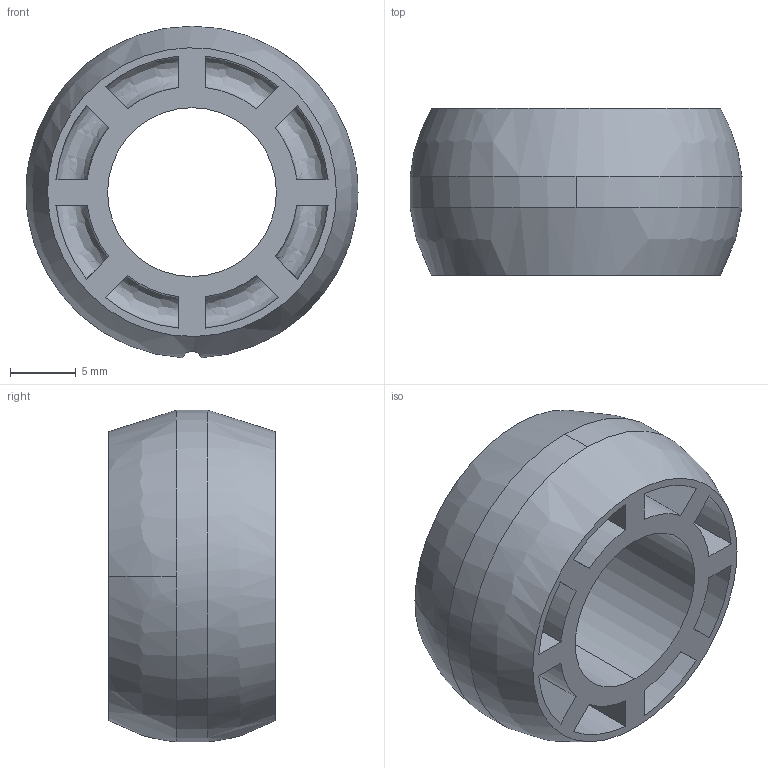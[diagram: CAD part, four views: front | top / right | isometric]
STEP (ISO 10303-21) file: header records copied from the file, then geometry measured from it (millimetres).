
FILE_DESCRIPTION (( 'STEP AP214' ), '1' );
FILE_NAME ('PillowBlockBearing_N8.step', '2018-12-21T21:06:19', ( '' ), ( '' ), 'SwSTEP 2.0', 'SolidWorks 2018', '' );
FILE_SCHEMA (( 'AUTOMOTIVE_DESIGN' ));
Length unit declared in the file: inch
Products named in the file (1): PillowBlockBearing_N8
Bounding box: 25.29 x 12.7 x 25.27 mm (x, y, z)
Volume: 3174.9 mm3; surface area: 3278.9 mm2
Topology: 1 solids, 1 shells, 91 faces, 218 edges, 146 vertices
Faces by surface type: cylinder 38, plane 34, bspline 19
Entity records: 3609 total; most frequent: CARTESIAN_POINT 1513, ORIENTED_EDGE 436, DIRECTION 400, EDGE_CURVE 218, AXIS2_PLACEMENT_3D 149, VERTEX_POINT 146, EDGE_LOOP 110, VECTOR 102
